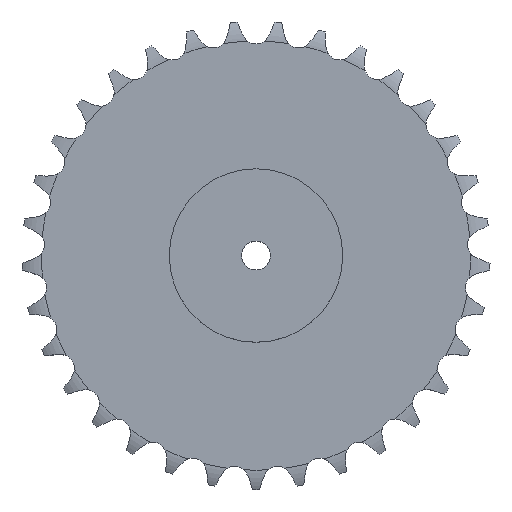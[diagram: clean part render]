
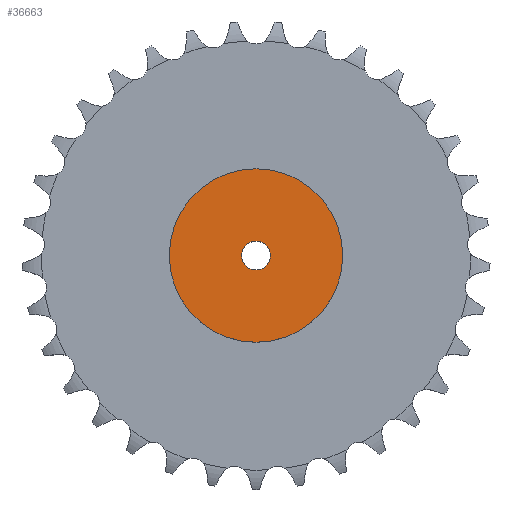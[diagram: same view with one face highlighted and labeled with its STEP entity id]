
A CAD part, top view. The second image highlights one B-rep face of the part: STEP entity #36663.
In plain terms, the highlighted planar face has unit normal (0, 0, 1).
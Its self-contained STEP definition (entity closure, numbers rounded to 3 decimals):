
#4233 = CYLINDRICAL_SURFACE('',#4234,90.);
#4234 = AXIS2_PLACEMENT_3D('',#4235,#4236,#4237);
#4235 = CARTESIAN_POINT('',(0.,0.,0.));
#4236 = DIRECTION('',(-0.,-0.,-1.));
#4237 = DIRECTION('',(1.,0.,0.));
#23242 = VERTEX_POINT('',#23243);
#23243 = CARTESIAN_POINT('',(90.,0.,75.));
#23264 = EDGE_CURVE('',#23242,#23242,#23265,.T.);
#23265 = SURFACE_CURVE('',#23266,(#23271,#23278),.PCURVE_S1.);
#23266 = CIRCLE('',#23267,90.);
#23267 = AXIS2_PLACEMENT_3D('',#23268,#23269,#23270);
#23268 = CARTESIAN_POINT('',(0.,0.,75.));
#23269 = DIRECTION('',(0.,0.,1.));
#23270 = DIRECTION('',(1.,0.,0.));
#23271 = PCURVE('',#4233,#23272);
#23272 = DEFINITIONAL_REPRESENTATION('',(#23273),#23277);
#23273 = LINE('',#23274,#23275);
#23274 = CARTESIAN_POINT('',(-0.,-75.));
#23275 = VECTOR('',#23276,1.);
#23276 = DIRECTION('',(-1.,0.));
#23277 = ( GEOMETRIC_REPRESENTATION_CONTEXT(2) 
PARAMETRIC_REPRESENTATION_CONTEXT() REPRESENTATION_CONTEXT('2D SPACE',''
  ) );
#23278 = PCURVE('',#23279,#23284);
#23279 = PLANE('',#23280);
#23280 = AXIS2_PLACEMENT_3D('',#23281,#23282,#23283);
#23281 = CARTESIAN_POINT('',(0.,0.,75.)
  );
#23282 = DIRECTION('',(0.,0.,1.));
#23283 = DIRECTION('',(1.,0.,0.));
#23284 = DEFINITIONAL_REPRESENTATION('',(#23285),#23289);
#23285 = CIRCLE('',#23286,90.);
#23286 = AXIS2_PLACEMENT_2D('',#23287,#23288);
#23287 = CARTESIAN_POINT('',(0.,0.));
#23288 = DIRECTION('',(1.,0.));
#23289 = ( GEOMETRIC_REPRESENTATION_CONTEXT(2) 
PARAMETRIC_REPRESENTATION_CONTEXT() REPRESENTATION_CONTEXT('2D SPACE',''
  ) );
#31244 = CYLINDRICAL_SURFACE('',#31245,15.);
#31245 = AXIS2_PLACEMENT_3D('',#31246,#31247,#31248);
#31246 = CARTESIAN_POINT('',(0.,0.,730.199));
#31247 = DIRECTION('',(0.,0.,1.));
#31248 = DIRECTION('',(1.,0.,0.));
#36663 = ADVANCED_FACE('',(#36664,#36667),#23279,.T.);
#36664 = FACE_BOUND('',#36665,.T.);
#36665 = EDGE_LOOP('',(#36666));
#36666 = ORIENTED_EDGE('',*,*,#23264,.T.);
#36667 = FACE_BOUND('',#36668,.T.);
#36668 = EDGE_LOOP('',(#36669));
#36669 = ORIENTED_EDGE('',*,*,#36670,.F.);
#36670 = EDGE_CURVE('',#36671,#36671,#36673,.T.);
#36671 = VERTEX_POINT('',#36672);
#36672 = CARTESIAN_POINT('',(15.,0.,75.));
#36673 = SURFACE_CURVE('',#36674,(#36679,#36686),.PCURVE_S1.);
#36674 = CIRCLE('',#36675,15.);
#36675 = AXIS2_PLACEMENT_3D('',#36676,#36677,#36678);
#36676 = CARTESIAN_POINT('',(0.,0.,75.));
#36677 = DIRECTION('',(0.,0.,1.));
#36678 = DIRECTION('',(1.,0.,0.));
#36679 = PCURVE('',#23279,#36680);
#36680 = DEFINITIONAL_REPRESENTATION('',(#36681),#36685);
#36681 = CIRCLE('',#36682,15.);
#36682 = AXIS2_PLACEMENT_2D('',#36683,#36684);
#36683 = CARTESIAN_POINT('',(0.,0.));
#36684 = DIRECTION('',(1.,0.));
#36685 = ( GEOMETRIC_REPRESENTATION_CONTEXT(2) 
PARAMETRIC_REPRESENTATION_CONTEXT() REPRESENTATION_CONTEXT('2D SPACE',''
  ) );
#36686 = PCURVE('',#31244,#36687);
#36687 = DEFINITIONAL_REPRESENTATION('',(#36688),#36692);
#36688 = LINE('',#36689,#36690);
#36689 = CARTESIAN_POINT('',(0.,-655.199));
#36690 = VECTOR('',#36691,1.);
#36691 = DIRECTION('',(1.,0.));
#36692 = ( GEOMETRIC_REPRESENTATION_CONTEXT(2) 
PARAMETRIC_REPRESENTATION_CONTEXT() REPRESENTATION_CONTEXT('2D SPACE',''
  ) );
